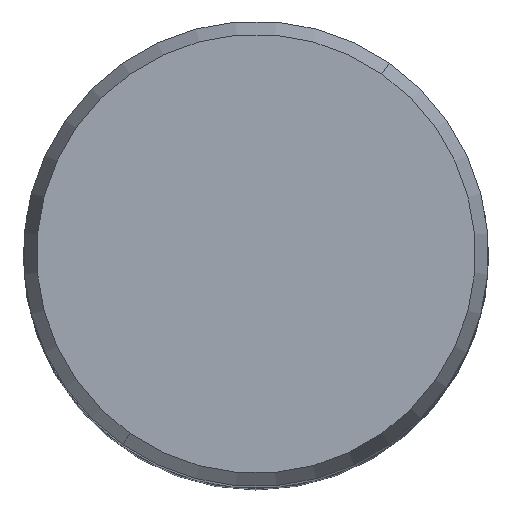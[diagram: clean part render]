
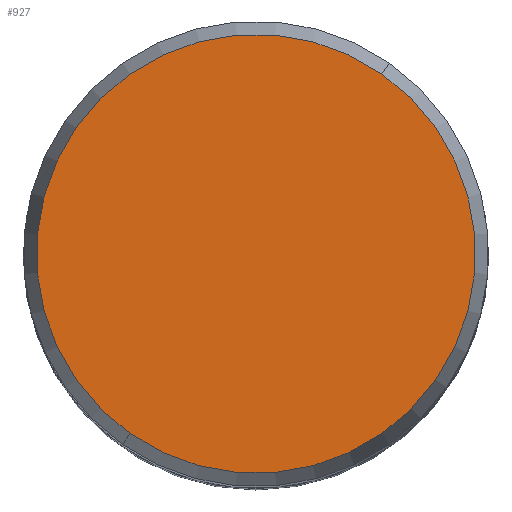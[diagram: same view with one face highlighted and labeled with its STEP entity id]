
A CAD part, top view. The second image highlights one B-rep face of the part: STEP entity #927.
In plain terms, the highlighted planar face has unit normal (0, 0, 1).
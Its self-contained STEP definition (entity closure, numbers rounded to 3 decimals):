
#382=CARTESIAN_POINT('',(0.,0.,70.));
#383=DIRECTION('',(0.,0.,1.));
#384=DIRECTION('',(0.574,0.819,0.));
#385=AXIS2_PLACEMENT_3D('',#382,#383,#384);
#390=CARTESIAN_POINT('',(0.,0.,70.));
#391=DIRECTION('',(0.,0.,-1.));
#392=DIRECTION('',(0.574,0.819,0.));
#393=AXIS2_PLACEMENT_3D('',#390,#391,#392);
#406=CARTESIAN_POINT('',(8.655,12.361,70.));
#407=VERTEX_POINT('',#406);
#416=CARTESIAN_POINT('',(-8.655,-12.361,70.));
#417=VERTEX_POINT('',#416);
#918=CARTESIAN_POINT('',(0.,0.,70.));
#919=DIRECTION('',(0.,0.,-1.));
#920=DIRECTION('',(-0.574,-0.819,0.));
#921=AXIS2_PLACEMENT_3D('',#918,#919,#920);
#922=PLANE('',#921);
#923=ORIENTED_EDGE('',*,*,#911,.F.);
#924=ORIENTED_EDGE('',*,*,#900,.T.);
#925=EDGE_LOOP('',(#923,#924));
#926=FACE_OUTER_BOUND('',#925,.F.);
#386=CIRCLE('',#385,15.09);
#394=CIRCLE('',#393,15.09);
#900=EDGE_CURVE('',#407,#417,#394,.T.);
#911=EDGE_CURVE('',#407,#417,#386,.T.);
#927=ADVANCED_FACE('',(#926),#922,.F.);
